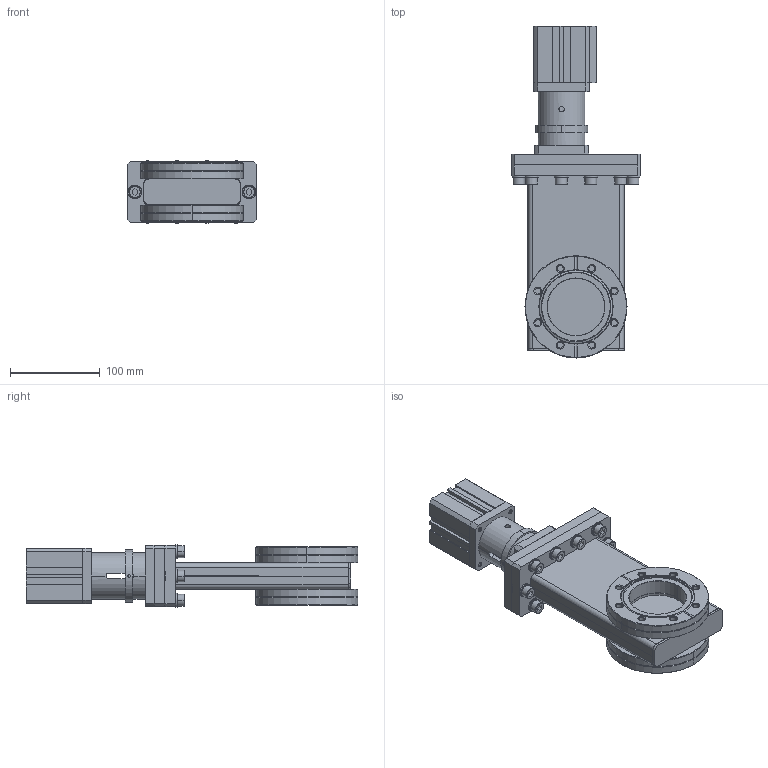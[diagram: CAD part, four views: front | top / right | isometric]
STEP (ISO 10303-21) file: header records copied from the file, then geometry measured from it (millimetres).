
FILE_DESCRIPTION (( 'STEP AP214' ), '1' );
FILE_NAME ('Hositrad_HOGVB-CF63-P.STEP', '2020-07-14T08:27:07', ( '' ), ( '' ), 'SwSTEP 2.0', 'SolidWorks 2020', '' );
FILE_SCHEMA (( 'AUTOMOTIVE_DESIGN' ));
Length unit declared in the file: millimetre
Products named in the file (1): Hositrad_HOGVB-CF63-P
Bounding box: 143 x 369.3 x 69.4 mm (x, y, z)
Surface area: 202526.4 mm2 (no closed solid volume)
Topology: 0 solids, 56 shells, 599 faces, 1755 edges, 1205 vertices
Faces by surface type: plane 269, cylinder 183, cone 100, bspline 47
Entity records: 30680 total; most frequent: CARTESIAN_POINT 14767, DIRECTION 3165, ORIENTED_EDGE 2980, EDGE_CURVE 1743, VERTEX_POINT 1204, AXIS2_PLACEMENT_3D 1123, VECTOR 919, LINE 919
